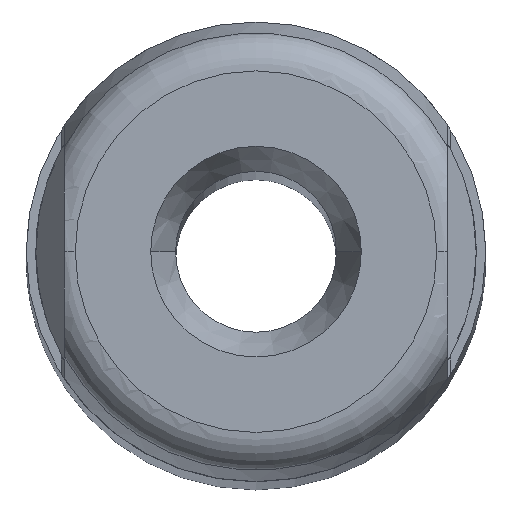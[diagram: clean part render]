
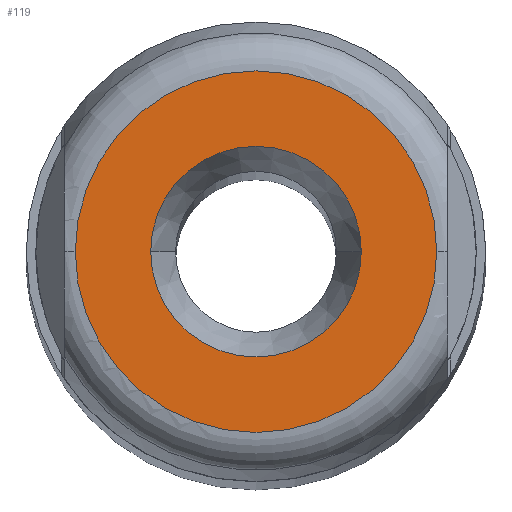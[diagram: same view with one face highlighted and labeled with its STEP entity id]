
A CAD part, top view. The second image highlights one B-rep face of the part: STEP entity #119.
In plain terms, the highlighted planar face has unit normal (0, 0, 1).
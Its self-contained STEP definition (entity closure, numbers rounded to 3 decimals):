
#82 = EDGE_LOOP ( 'NONE', ( #121, #85 ) ) ;
#84 = EDGE_LOOP ( 'NONE', ( #120, #89 ) ) ;
#85 = ORIENTED_EDGE ( 'NONE', *, *, #210, .F. ) ;
#89 = ORIENTED_EDGE ( 'NONE', *, *, #146, .T. ) ;
#104 = VERTEX_POINT ( 'NONE', #649 ) ;
#106 = VERTEX_POINT ( 'NONE', #580 ) ;
#119 = ADVANCED_FACE ( 'NONE', ( #612, #562 ), #581, .F. ) ;
#120 = ORIENTED_EDGE ( 'NONE', *, *, #180, .T. ) ;
#121 = ORIENTED_EDGE ( 'NONE', *, *, #193, .F. ) ;
#129 = VERTEX_POINT ( 'NONE', #636 ) ;
#130 = VERTEX_POINT ( 'NONE', #625 ) ;
#146 = EDGE_CURVE ( 'NONE', #106, #104, #508, .T. ) ;
#180 = EDGE_CURVE ( 'NONE', #104, #106, #725, .T. ) ;
#193 = EDGE_CURVE ( 'NONE', #129, #130, #859, .T. ) ;
#210 = EDGE_CURVE ( 'NONE', #130, #129, #875, .T. ) ;
#453 = DIRECTION ( 'NONE',  ( 1., 0., 0. ) ) ;
#454 = DIRECTION ( 'NONE',  ( 0., 0., 1. ) ) ;
#508 = CIRCLE ( 'NONE', #543, 4.72 ) ;
#512 = CARTESIAN_POINT ( 'NONE',  ( 0., 0., 0. ) ) ;
#543 = AXIS2_PLACEMENT_3D ( 'NONE', #512, #454, #453 ) ;
#562 = FACE_OUTER_BOUND ( 'NONE', #84, .T. ) ;
#566 = AXIS2_PLACEMENT_3D ( 'NONE', #571, #613, #640 ) ;
#571 = CARTESIAN_POINT ( 'NONE',  ( 0., 0., 0. ) ) ;
#580 = CARTESIAN_POINT ( 'NONE',  ( -4.72, 0., 0. ) ) ;
#581 = PLANE ( 'NONE',  #566 ) ;
#612 = FACE_BOUND ( 'NONE', #82, .T. ) ;
#613 = DIRECTION ( 'NONE',  ( 0., 0., -1. ) ) ;
#625 = CARTESIAN_POINT ( 'NONE',  ( -2.75, 0., 0. ) ) ;
#636 = CARTESIAN_POINT ( 'NONE',  ( 2.75, 0., 0. ) ) ;
#640 = DIRECTION ( 'NONE',  ( -1., 0., 0. ) ) ;
#649 = CARTESIAN_POINT ( 'NONE',  ( 4.72, 0., 0. ) ) ;
#702 = DIRECTION ( 'NONE',  ( 1., 0., 0. ) ) ;
#703 = DIRECTION ( 'NONE',  ( 0., 0., 1. ) ) ;
#704 = AXIS2_PLACEMENT_3D ( 'NONE', #760, #703, #702 ) ;
#725 = CIRCLE ( 'NONE', #704, 4.72 ) ;
#760 = CARTESIAN_POINT ( 'NONE',  ( 0., 0., 0. ) ) ;
#782 = AXIS2_PLACEMENT_3D ( 'NONE', #783, #843, #842 ) ;
#783 = CARTESIAN_POINT ( 'NONE',  ( 0., 0., 0. ) ) ;
#842 = DIRECTION ( 'NONE',  ( 1., 0., 0. ) ) ;
#843 = DIRECTION ( 'NONE',  ( 0., 0., 1. ) ) ;
#859 = CIRCLE ( 'NONE', #782, 2.75 ) ;
#866 = DIRECTION ( 'NONE',  ( 1., 0., 0. ) ) ;
#867 = CARTESIAN_POINT ( 'NONE',  ( 0., 0., 0. ) ) ;
#868 = AXIS2_PLACEMENT_3D ( 'NONE', #867, #869, #866 ) ;
#869 = DIRECTION ( 'NONE',  ( 0., 0., 1. ) ) ;
#875 = CIRCLE ( 'NONE', #868, 2.75 ) ;
